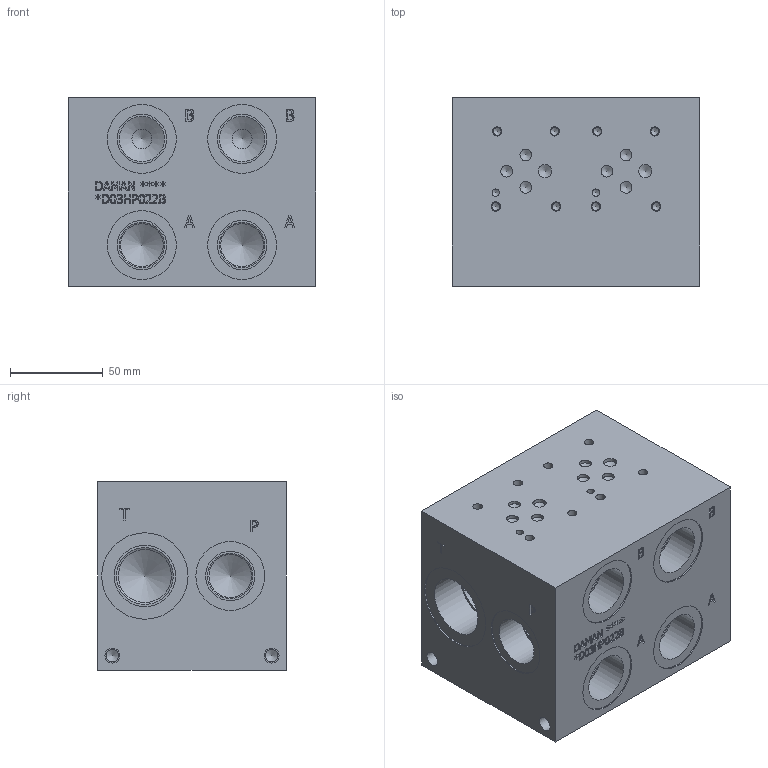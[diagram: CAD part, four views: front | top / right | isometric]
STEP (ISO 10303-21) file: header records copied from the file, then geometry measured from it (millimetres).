
FILE_DESCRIPTION(/* description */ (''),/* implementation_level */ '2;1');
FILE_NAME(/* name */ '_D03HP022B.stp',/* time_stamp */ '2020-05-05T12:11:01-04:00',/* author */ ('devonn'),/* organization */ (''),/* preprocessor_version */ 'ST-DEVELOPER v17',/* originating_system */ 'Autodesk Inventor 2019',/* authorisation */ '');
FILE_SCHEMA (('AUTOMOTIVE_DESIGN { 1 0 10303 214 3 1 1 }'));
Length unit declared in the file: millimetre
Products named in the file (1): Part_AD03HP022B_3D
Bounding box: 133.35 x 101.6 x 101.6 mm (x, y, z)
Volume: 1216529.4 mm3; surface area: 101026.3 mm2
Topology: 1 solids, 1 shells, 600 faces, 1648 edges, 1122 vertices
Faces by surface type: plane 349, bspline 147, cylinder 66, cone 38
Full cylindrical faces by diameter (mm): 3.962 x2, 4.216 x8, 5.004 x8, 6.35 x6, 6.756 x4, 7.137 x2, 8.001 x4, 10.719 x2, 23.012 x4, 24.409 x6, 26.543 x6, 28.575 x2, 30.632 x2, 32.995 x1, 33 x1, 37.109 x6, 46.558 x2
Entity records: 20197 total; most frequent: CARTESIAN_POINT 5252, ORIENTED_EDGE 3236, DIRECTION 2480, EDGE_CURVE 1618, VERTEX_POINT 1122, LINE 1076, VECTOR 1076, EDGE_LOOP 702
